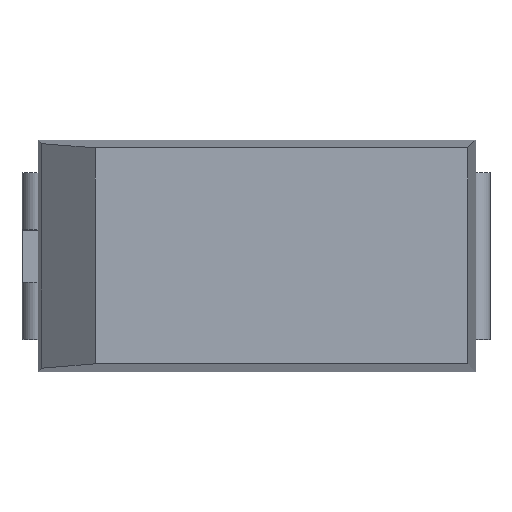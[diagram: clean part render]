
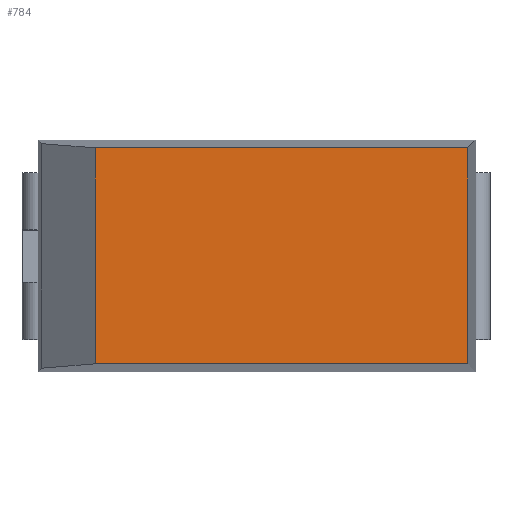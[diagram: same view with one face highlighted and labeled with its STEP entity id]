
A CAD part, top view. The second image highlights one B-rep face of the part: STEP entity #784.
In plain terms, the highlighted planar face has unit normal (0, 0, 1).
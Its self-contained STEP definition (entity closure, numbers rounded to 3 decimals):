
#25 = DIRECTION ( 'NONE',  ( 1., 0., 0. ) ) ;
#90 = VERTEX_POINT ( 'NONE', #112 ) ;
#112 = CARTESIAN_POINT ( 'NONE',  ( 0.004, 0.839, 1.803 ) ) ;
#150 = LINE ( 'NONE', #1181, #1108 ) ;
#221 = ORIENTED_EDGE ( 'NONE', *, *, #1322, .T. ) ;
#298 = DIRECTION ( 'NONE',  ( -1., 0., 0. ) ) ;
#318 = EDGE_CURVE ( 'NONE', #607, #90, #1473, .T. ) ;
#327 = DIRECTION ( 'NONE',  ( 0., 1., 0. ) ) ;
#410 = PLANE ( 'NONE',  #673 ) ;
#537 = CARTESIAN_POINT ( 'NONE',  ( 0.004, -0.839, 1.803 ) ) ;
#538 = DIRECTION ( 'NONE',  ( 1., 0., 0. ) ) ;
#575 = EDGE_LOOP ( 'NONE', ( #987, #221, #790, #1317 ) ) ;
#607 = VERTEX_POINT ( 'NONE', #1162 ) ;
#661 = CARTESIAN_POINT ( 'NONE',  ( 0.004, -0.839, 1.803 ) ) ;
#662 = DIRECTION ( 'NONE',  ( 0., 0., 1. ) ) ;
#673 = AXIS2_PLACEMENT_3D ( 'NONE', #1315, #662, #538 ) ;
#690 = VECTOR ( 'NONE', #327, 1000. ) ;
#784 = ADVANCED_FACE ( 'NONE', ( #1553 ), #410, .T. ) ;
#790 = ORIENTED_EDGE ( 'NONE', *, *, #1627, .T. ) ;
#938 = LINE ( 'NONE', #661, #1321 ) ;
#951 = VECTOR ( 'NONE', #298, 1000. ) ;
#961 = CARTESIAN_POINT ( 'NONE',  ( -0.439, 0.839, 1.803 ) ) ;
#987 = ORIENTED_EDGE ( 'NONE', *, *, #318, .T. ) ;
#1068 = EDGE_CURVE ( 'NONE', #1489, #607, #1236, .T. ) ;
#1108 = VECTOR ( 'NONE', #25, 1000. ) ;
#1162 = CARTESIAN_POINT ( 'NONE',  ( 2.902, 0.839, 1.803 ) ) ;
#1181 = CARTESIAN_POINT ( 'NONE',  ( -0.439, -0.839, 1.803 ) ) ;
#1236 = LINE ( 'NONE', #1497, #690 ) ;
#1266 = CARTESIAN_POINT ( 'NONE',  ( 2.902, -0.839, 1.803 ) ) ;
#1306 = VERTEX_POINT ( 'NONE', #537 ) ;
#1315 = CARTESIAN_POINT ( 'NONE',  ( -0.439, -0.902, 1.803 ) ) ;
#1317 = ORIENTED_EDGE ( 'NONE', *, *, #1068, .T. ) ;
#1321 = VECTOR ( 'NONE', #1324, 1000. ) ;
#1322 = EDGE_CURVE ( 'NONE', #90, #1306, #938, .T. ) ;
#1324 = DIRECTION ( 'NONE',  ( 0., -1., 0. ) ) ;
#1473 = LINE ( 'NONE', #961, #951 ) ;
#1489 = VERTEX_POINT ( 'NONE', #1266 ) ;
#1497 = CARTESIAN_POINT ( 'NONE',  ( 2.902, 0.902, 1.803 ) ) ;
#1553 = FACE_OUTER_BOUND ( 'NONE', #575, .T. ) ;
#1627 = EDGE_CURVE ( 'NONE', #1306, #1489, #150, .T. ) ;
